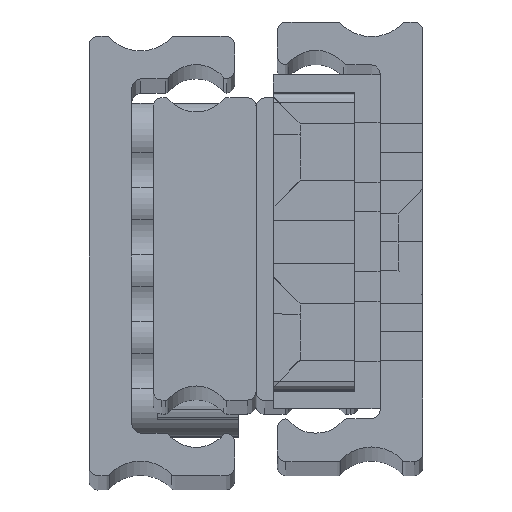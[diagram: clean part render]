
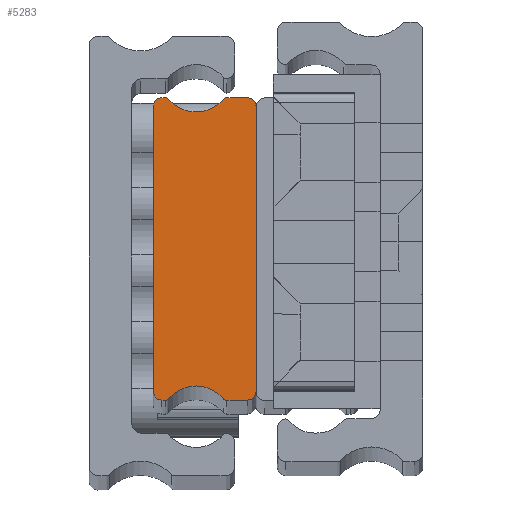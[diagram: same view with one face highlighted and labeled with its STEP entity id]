
A CAD part, top view. The second image highlights one B-rep face of the part: STEP entity #5283.
In plain terms, the highlighted planar face has unit normal (0, 0, 1).
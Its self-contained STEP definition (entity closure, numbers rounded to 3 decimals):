
#151 = ORIENTED_EDGE ( 'NONE', *, *, #5578, .T. ) ;
#175 = AXIS2_PLACEMENT_3D ( 'NONE', #5849, #1791, #7251 ) ;
#223 = VERTEX_POINT ( 'NONE', #477 ) ;
#414 = EDGE_CURVE ( 'NONE', #2470, #4529, #1512, .T. ) ;
#441 = ORIENTED_EDGE ( 'NONE', *, *, #2382, .T. ) ;
#470 = EDGE_CURVE ( 'NONE', #223, #6422, #2897, .T. ) ;
#477 = CARTESIAN_POINT ( 'NONE',  ( -10.603, -17.687, 0. ) ) ;
#484 = CARTESIAN_POINT ( 'NONE',  ( -10.603, 17.687, 0. ) ) ;
#629 = VERTEX_POINT ( 'NONE', #1043 ) ;
#631 = CIRCLE ( 'NONE', #175, 0.5 ) ;
#710 = ORIENTED_EDGE ( 'NONE', *, *, #2314, .T. ) ;
#824 = CARTESIAN_POINT ( 'NONE',  ( -10.603, 17.688, 0. ) ) ;
#829 = DIRECTION ( 'NONE',  ( 0., 0., -1. ) ) ;
#936 = DIRECTION ( 'NONE',  ( 0., -1., 0. ) ) ;
#1001 = CARTESIAN_POINT ( 'NONE',  ( -10.192, -17.473, 0. ) ) ;
#1026 = DIRECTION ( 'NONE',  ( 0., 0., 1. ) ) ;
#1027 = CIRCLE ( 'NONE', #2757, 0.5 ) ;
#1043 = CARTESIAN_POINT ( 'NONE',  ( -3.397, 17.687, 0. ) ) ;
#1145 = DIRECTION ( 'NONE',  ( 1., 0., 0. ) ) ;
#1343 = CARTESIAN_POINT ( 'NONE',  ( -1., -16.687, 0. ) ) ;
#1403 = CARTESIAN_POINT ( 'NONE',  ( -1., 16.687, 0. ) ) ;
#1431 = EDGE_CURVE ( 'NONE', #1637, #223, #6564, .T. ) ;
#1468 = CARTESIAN_POINT ( 'NONE',  ( -10.603, -17.187, 0. ) ) ;
#1512 = LINE ( 'NONE', #5701, #7629 ) ;
#1522 = EDGE_CURVE ( 'NONE', #6077, #2470, #631, .T. ) ;
#1531 = DIRECTION ( 'NONE',  ( 0., 1., 0. ) ) ;
#1534 = ORIENTED_EDGE ( 'NONE', *, *, #8366, .T. ) ;
#1571 = LINE ( 'NONE', #4300, #4570 ) ;
#1637 = VERTEX_POINT ( 'NONE', #4692 ) ;
#1645 = DIRECTION ( 'NONE',  ( 1., 0., 0. ) ) ;
#1791 = DIRECTION ( 'NONE',  ( 0., 0., 1. ) ) ;
#1853 = VERTEX_POINT ( 'NONE', #5392 ) ;
#1936 = DIRECTION ( 'NONE',  ( 1., 0., 0. ) ) ;
#1995 = FACE_OUTER_BOUND ( 'NONE', #2508, .T. ) ;
#2015 = VERTEX_POINT ( 'NONE', #5069 ) ;
#2068 = CIRCLE ( 'NONE', #8085, 1. ) ;
#2129 = CARTESIAN_POINT ( 'NONE',  ( 0., -16.687, 0. ) ) ;
#2193 = CARTESIAN_POINT ( 'NONE',  ( -1., 17.688, 0. ) ) ;
#2259 = ORIENTED_EDGE ( 'NONE', *, *, #8548, .T. ) ;
#2268 = DIRECTION ( 'NONE',  ( 0., 0., 1. ) ) ;
#2305 = CIRCLE ( 'NONE', #3444, 4.22 ) ;
#2314 = EDGE_CURVE ( 'NONE', #5568, #3929, #1571, .T. ) ;
#2382 = EDGE_CURVE ( 'NONE', #6915, #2015, #3289, .T. ) ;
#2469 = CIRCLE ( 'NONE', #8645, 0.5 ) ;
#2470 = VERTEX_POINT ( 'NONE', #3839 ) ;
#2508 = EDGE_LOOP ( 'NONE', ( #441, #6838, #5523, #4748, #151, #5304, #7729, #6211, #6307, #4426, #3990, #3686, #710, #8817, #2259, #1534 ) ) ;
#2510 = CARTESIAN_POINT ( 'NONE',  ( -11., 16.687, 0. ) ) ;
#2518 = CARTESIAN_POINT ( 'NONE',  ( -11., 17.687, 0. ) ) ;
#2532 = CARTESIAN_POINT ( 'NONE',  ( -10.603, 17.187, 0. ) ) ;
#2634 = DIRECTION ( 'NONE',  ( 0., 0., 1. ) ) ;
#2653 = EDGE_CURVE ( 'NONE', #4529, #5568, #5145, .T. ) ;
#2757 = AXIS2_PLACEMENT_3D ( 'NONE', #2532, #8744, #5940 ) ;
#2823 = EDGE_CURVE ( 'NONE', #6422, #6077, #2305, .T. ) ;
#2897 = CIRCLE ( 'NONE', #6333, 0.5 ) ;
#2919 = LINE ( 'NONE', #5650, #7583 ) ;
#3158 = CARTESIAN_POINT ( 'NONE',  ( -11., -16.688, 0. ) ) ;
#3177 = CIRCLE ( 'NONE', #8218, 1. ) ;
#3289 = CIRCLE ( 'NONE', #5286, 4.22 ) ;
#3329 = CARTESIAN_POINT ( 'NONE',  ( -1., 17.687, 0. ) ) ;
#3377 = DIRECTION ( 'NONE',  ( -1., 0., 0. ) ) ;
#3444 = AXIS2_PLACEMENT_3D ( 'NONE', #4286, #829, #7082 ) ;
#3557 = DIRECTION ( 'NONE',  ( -1., 0., 0. ) ) ;
#3686 = ORIENTED_EDGE ( 'NONE', *, *, #2653, .T. ) ;
#3786 = CARTESIAN_POINT ( 'NONE',  ( -11., -17.687, 0. ) ) ;
#3839 = CARTESIAN_POINT ( 'NONE',  ( -3.397, -17.688, 0. ) ) ;
#3922 = DIRECTION ( 'NONE',  ( 1., 0., 0. ) ) ;
#3923 = CARTESIAN_POINT ( 'NONE',  ( -3.397, 17.187, 0. ) ) ;
#3929 = VERTEX_POINT ( 'NONE', #8174 ) ;
#3948 = DIRECTION ( 'NONE',  ( 1., 0., 0. ) ) ;
#3967 = DIRECTION ( 'NONE',  ( 1., 0., 0. ) ) ;
#3990 = ORIENTED_EDGE ( 'NONE', *, *, #414, .T. ) ;
#4111 = CARTESIAN_POINT ( 'NONE',  ( -1., -17.688, 0. ) ) ;
#4125 = DIRECTION ( 'NONE',  ( 1., 0., 0. ) ) ;
#4286 = CARTESIAN_POINT ( 'NONE',  ( -7., -20.232, 0. ) ) ;
#4300 = CARTESIAN_POINT ( 'NONE',  ( 0., -16.687, 0. ) ) ;
#4426 = ORIENTED_EDGE ( 'NONE', *, *, #1522, .T. ) ;
#4529 = VERTEX_POINT ( 'NONE', #4111 ) ;
#4562 = CIRCLE ( 'NONE', #6708, 1. ) ;
#4570 = VECTOR ( 'NONE', #1531, 1000. ) ;
#4627 = VECTOR ( 'NONE', #3377, 1000. ) ;
#4628 = VERTEX_POINT ( 'NONE', #8228 ) ;
#4632 = LINE ( 'NONE', #3329, #4627 ) ;
#4633 = DIRECTION ( 'NONE',  ( 0., 0., 1. ) ) ;
#4692 = CARTESIAN_POINT ( 'NONE',  ( -11., -17.687, 0. ) ) ;
#4748 = ORIENTED_EDGE ( 'NONE', *, *, #6859, .T. ) ;
#4788 = LINE ( 'NONE', #824, #7001 ) ;
#5069 = CARTESIAN_POINT ( 'NONE',  ( -10.192, 17.473, 0. ) ) ;
#5145 = CIRCLE ( 'NONE', #5859, 1. ) ;
#5283 = ADVANCED_FACE ( 'NONE', ( #1995 ), #8105, .T. ) ;
#5286 = AXIS2_PLACEMENT_3D ( 'NONE', #7844, #5593, #6312 ) ;
#5304 = ORIENTED_EDGE ( 'NONE', *, *, #6541, .T. ) ;
#5392 = CARTESIAN_POINT ( 'NONE',  ( -12., 16.687, 0. ) ) ;
#5481 = CARTESIAN_POINT ( 'NONE',  ( -7., 20.232, 0. ) ) ;
#5482 = VECTOR ( 'NONE', #3967, 1000. ) ;
#5523 = ORIENTED_EDGE ( 'NONE', *, *, #6355, .T. ) ;
#5568 = VERTEX_POINT ( 'NONE', #2129 ) ;
#5578 = EDGE_CURVE ( 'NONE', #1853, #4628, #2919, .T. ) ;
#5593 = DIRECTION ( 'NONE',  ( 0., 0., -1. ) ) ;
#5650 = CARTESIAN_POINT ( 'NONE',  ( -12., 16.687, 0. ) ) ;
#5701 = CARTESIAN_POINT ( 'NONE',  ( -3.397, -17.688, 0. ) ) ;
#5849 = CARTESIAN_POINT ( 'NONE',  ( -3.397, -17.187, 0. ) ) ;
#5859 = AXIS2_PLACEMENT_3D ( 'NONE', #1343, #2634, #1936 ) ;
#5940 = DIRECTION ( 'NONE',  ( 1., 0., 0. ) ) ;
#5958 = CARTESIAN_POINT ( 'NONE',  ( -3.808, 17.473, 0. ) ) ;
#6068 = VERTEX_POINT ( 'NONE', #484 ) ;
#6077 = VERTEX_POINT ( 'NONE', #7386 ) ;
#6211 = ORIENTED_EDGE ( 'NONE', *, *, #470, .T. ) ;
#6290 = DIRECTION ( 'NONE',  ( 1., 0., 0. ) ) ;
#6307 = ORIENTED_EDGE ( 'NONE', *, *, #2823, .T. ) ;
#6312 = DIRECTION ( 'NONE',  ( 1., 0., 0. ) ) ;
#6320 = DIRECTION ( 'NONE',  ( 0., 0., 1. ) ) ;
#6323 = VERTEX_POINT ( 'NONE', #2193 ) ;
#6333 = AXIS2_PLACEMENT_3D ( 'NONE', #1468, #2268, #1645 ) ;
#6355 = EDGE_CURVE ( 'NONE', #6068, #8407, #4788, .T. ) ;
#6422 = VERTEX_POINT ( 'NONE', #1001 ) ;
#6541 = EDGE_CURVE ( 'NONE', #4628, #1637, #4562, .T. ) ;
#6564 = LINE ( 'NONE', #3786, #5482 ) ;
#6631 = DIRECTION ( 'NONE',  ( 1., 0., 0. ) ) ;
#6708 = AXIS2_PLACEMENT_3D ( 'NONE', #3158, #8840, #3922 ) ;
#6838 = ORIENTED_EDGE ( 'NONE', *, *, #8279, .T. ) ;
#6859 = EDGE_CURVE ( 'NONE', #8407, #1853, #3177, .T. ) ;
#6915 = VERTEX_POINT ( 'NONE', #5958 ) ;
#7001 = VECTOR ( 'NONE', #3557, 1000. ) ;
#7082 = DIRECTION ( 'NONE',  ( 1., 0., 0. ) ) ;
#7251 = DIRECTION ( 'NONE',  ( 1., 0., 0. ) ) ;
#7380 = DIRECTION ( 'NONE',  ( 0., 0., 1. ) ) ;
#7386 = CARTESIAN_POINT ( 'NONE',  ( -3.808, -17.473, 0. ) ) ;
#7583 = VECTOR ( 'NONE', #936, 1000. ) ;
#7629 = VECTOR ( 'NONE', #6290, 1000. ) ;
#7729 = ORIENTED_EDGE ( 'NONE', *, *, #1431, .T. ) ;
#7844 = CARTESIAN_POINT ( 'NONE',  ( -7., 20.232, 0. ) ) ;
#8085 = AXIS2_PLACEMENT_3D ( 'NONE', #1403, #6320, #4125 ) ;
#8105 = PLANE ( 'NONE',  #8162 ) ;
#8162 = AXIS2_PLACEMENT_3D ( 'NONE', #5481, #4633, #3948 ) ;
#8174 = CARTESIAN_POINT ( 'NONE',  ( 0., 16.687, 0. ) ) ;
#8218 = AXIS2_PLACEMENT_3D ( 'NONE', #2510, #1026, #6631 ) ;
#8228 = CARTESIAN_POINT ( 'NONE',  ( -12., -16.688, 0. ) ) ;
#8279 = EDGE_CURVE ( 'NONE', #2015, #6068, #1027, .T. ) ;
#8366 = EDGE_CURVE ( 'NONE', #629, #6915, #2469, .T. ) ;
#8407 = VERTEX_POINT ( 'NONE', #2518 ) ;
#8548 = EDGE_CURVE ( 'NONE', #6323, #629, #4632, .T. ) ;
#8645 = AXIS2_PLACEMENT_3D ( 'NONE', #3923, #7380, #1145 ) ;
#8660 = EDGE_CURVE ( 'NONE', #3929, #6323, #2068, .T. ) ;
#8744 = DIRECTION ( 'NONE',  ( 0., 0., 1. ) ) ;
#8817 = ORIENTED_EDGE ( 'NONE', *, *, #8660, .T. ) ;
#8840 = DIRECTION ( 'NONE',  ( 0., 0., 1. ) ) ;
